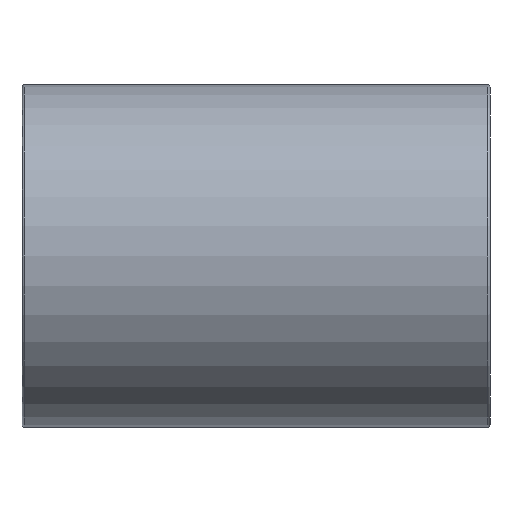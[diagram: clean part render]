
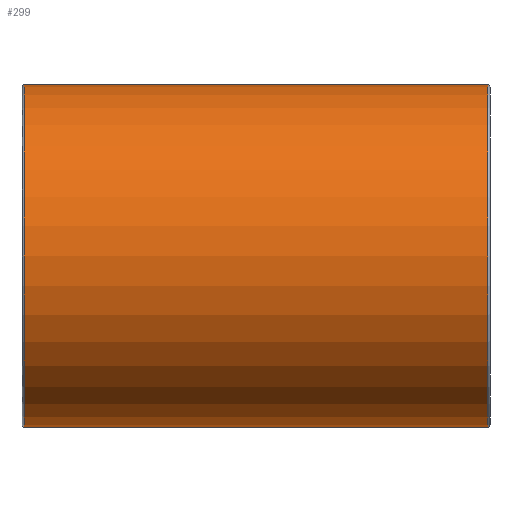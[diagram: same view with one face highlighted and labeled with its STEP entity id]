
A CAD part, front view. The second image highlights one B-rep face of the part: STEP entity #299.
In plain terms, the highlighted cylindrical face has radius 36.6 mm (diameter 73.2 mm), a full revolution.
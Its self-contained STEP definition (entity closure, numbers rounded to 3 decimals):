
#66=FACE_BOUND('',#124,.T.);
#67=FACE_BOUND('',#125,.T.);
#84=CIRCLE('',#328,36.6);
#85=CIRCLE('',#329,36.6);
#97=FACE_OUTER_BOUND('',#123,.T.);
#123=EDGE_LOOP('',(#231));
#124=EDGE_LOOP('',(#232));
#125=EDGE_LOOP('',(#233));
#156=B_SPLINE_CURVE_WITH_KNOTS('',3,(#599,#600,#601,#602,#603,#604,#605,
#606,#607,#608,#609,#610,#611,#612,#613,#614,#615,#616,#617),
 .UNSPECIFIED.,.T.,.F.,(4,1,1,1,1,1,1,1,1,1,1,1,1,1,1,1,4),(-6.06,
-5.627,-5.195,-4.762,-4.708,
-4.545,-4.329,-3.463,-3.319,
-2.886,-2.597,-2.381,-1.732,
-1.299,-0.866,-0.433,0.),
 .UNSPECIFIED.);
#161=VERTEX_POINT('',#577);
#164=VERTEX_POINT('',#622);
#165=VERTEX_POINT('',#624);
#191=EDGE_CURVE('',#161,#161,#156,.T.);
#193=EDGE_CURVE('',#164,#164,#84,.T.);
#194=EDGE_CURVE('',#165,#165,#85,.T.);
#231=ORIENTED_EDGE('',*,*,#193,.F.);
#232=ORIENTED_EDGE('',*,*,#194,.F.);
#233=ORIENTED_EDGE('',*,*,#191,.F.);
#293=CYLINDRICAL_SURFACE('',#327,36.6);
#299=ADVANCED_FACE('',(#97,#66,#67),#293,.T.);
#327=AXIS2_PLACEMENT_3D('',#621,#372,#373);
#328=AXIS2_PLACEMENT_3D('',#623,#374,#375);
#329=AXIS2_PLACEMENT_3D('',#625,#376,#377);
#372=DIRECTION('center_axis',(1.,0.,0.));
#373=DIRECTION('ref_axis',(0.,1.,0.));
#374=DIRECTION('center_axis',(-1.,0.,0.));
#375=DIRECTION('ref_axis',(0.,-1.,0.));
#376=DIRECTION('center_axis',(1.,0.,0.));
#377=DIRECTION('ref_axis',(0.,-1.,0.));
#577=CARTESIAN_POINT('',(0.,34.999,-10.707));
#599=CARTESIAN_POINT('Ctrl Pts',(0.001,34.998,-10.708));
#600=CARTESIAN_POINT('Ctrl Pts',(-1.647,34.998,-10.708));
#601=CARTESIAN_POINT('Ctrl Pts',(-4.949,35.236,-9.972));
#602=CARTESIAN_POINT('Ctrl Pts',(-8.887,36.015,-6.904));
#603=CARTESIAN_POINT('Ctrl Pts',(-10.443,36.444,-3.779));
#604=CARTESIAN_POINT('Ctrl Pts',(-10.93,36.58,-1.409));
#605=CARTESIAN_POINT('Ctrl Pts',(-11.067,36.618,0.191));
#606=CARTESIAN_POINT('Ctrl Pts',(-10.55,36.475,4.841));
#607=CARTESIAN_POINT('Ctrl Pts',(-7.38,35.588,8.714));
#608=CARTESIAN_POINT('Ctrl Pts',(-2.228,35.015,10.658));
#609=CARTESIAN_POINT('Ctrl Pts',(1.137,34.937,10.913));
#610=CARTESIAN_POINT('Ctrl Pts',(4.595,35.253,9.861));
#611=CARTESIAN_POINT('Ctrl Pts',(8.322,35.852,7.588));
#612=CARTESIAN_POINT('Ctrl Pts',(11.101,36.63,3.3));
#613=CARTESIAN_POINT('Ctrl Pts',(11.087,36.623,-2.487));
#614=CARTESIAN_POINT('Ctrl Pts',(8.879,36.012,-6.918));
#615=CARTESIAN_POINT('Ctrl Pts',(4.942,35.236,-9.97));
#616=CARTESIAN_POINT('Ctrl Pts',(1.649,34.998,-10.708));
#617=CARTESIAN_POINT('Ctrl Pts',(0.001,34.998,-10.708));
#621=CARTESIAN_POINT('Origin',(0.,0.,0.));
#622=CARTESIAN_POINT('',(-49.5,36.6,0.));
#623=CARTESIAN_POINT('Origin',(-49.5,0.,0.));
#624=CARTESIAN_POINT('',(49.5,36.6,0.));
#625=CARTESIAN_POINT('Origin',(49.5,0.,0.));
